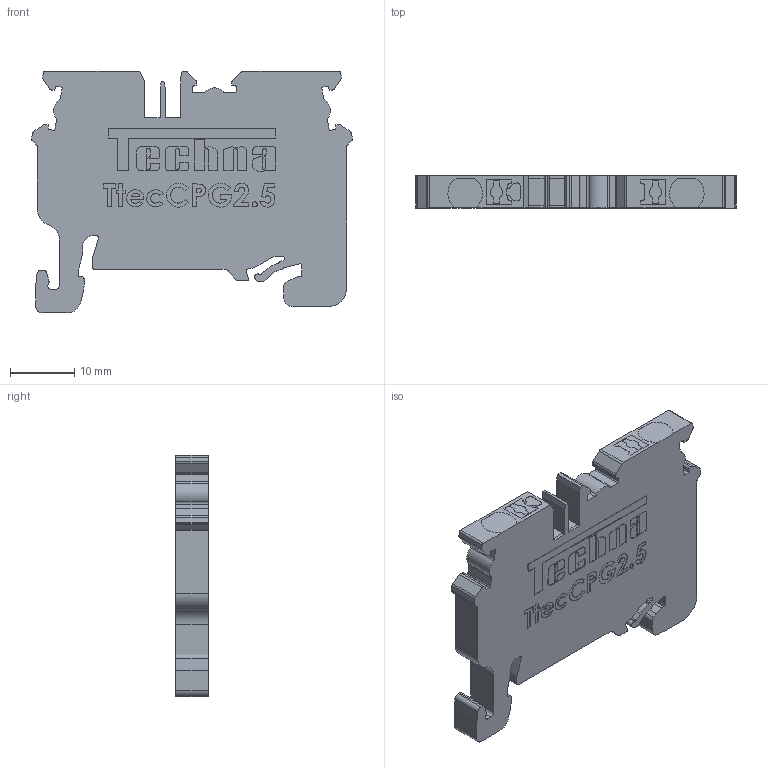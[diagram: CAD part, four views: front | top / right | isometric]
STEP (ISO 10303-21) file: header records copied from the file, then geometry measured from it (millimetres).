
FILE_DESCRIPTION (( 'STEP AP214' ), '1' );
FILE_NAME ('TtecCPG2.5.STEP', '2020-07-03T07:21:32', ( '' ), ( '' ), 'SwSTEP 2.0', 'SolidWorks 2020', '' );
FILE_SCHEMA (( 'AUTOMOTIVE_DESIGN' ));
Length unit declared in the file: millimetre
Products named in the file (1): TtecCPG2.5
Bounding box: 49.7 x 5 x 37.4 mm (x, y, z)
Volume: 7149.2 mm3; surface area: 4267.9 mm2
Topology: 1 solids, 1 shells, 768 faces, 2166 edges, 1444 vertices
Faces by surface type: plane 411, cylinder 237, bspline 120
Entity records: 36918 total; most frequent: CARTESIAN_POINT 11707, ORIENTED_EDGE 4332, DIRECTION 3698, EDGE_CURVE 2166, VECTOR 1452, LINE 1452, VERTEX_POINT 1444, AXIS2_PLACEMENT_3D 1123
